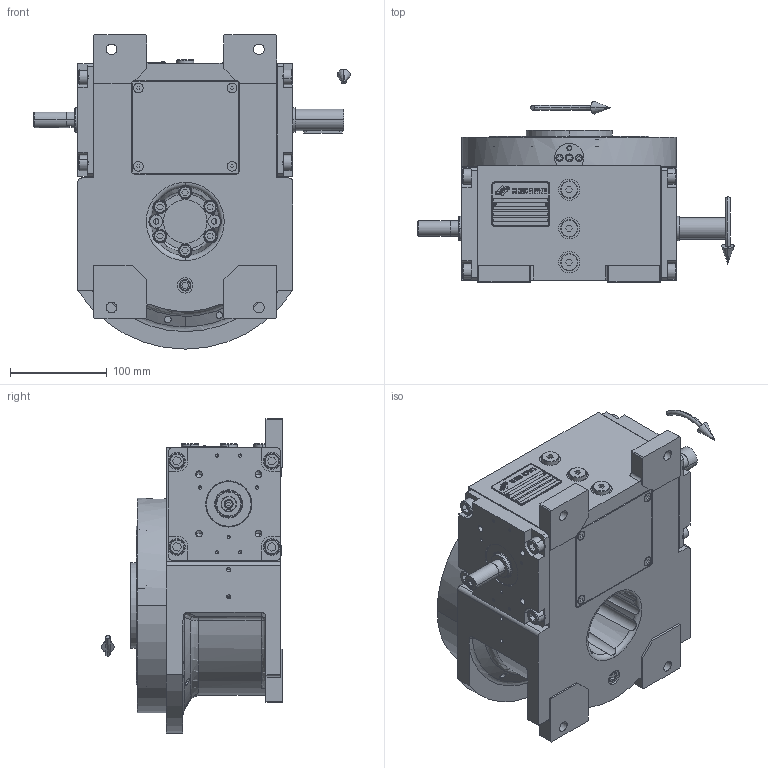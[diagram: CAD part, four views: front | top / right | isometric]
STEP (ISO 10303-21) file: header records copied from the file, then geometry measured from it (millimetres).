
FILE_DESCRIPTION (( 'STEP AP214' ), '1' );
FILE_NAME ('PC5200385.step', '2024-06-12T11:14:36', ( '' ), ( '' ), 'SwSTEP 2.0', 'SolidWorks 2020', '' );
FILE_SCHEMA (( 'AUTOMOTIVE_DESIGN' ));
Length unit declared in the file: millimetre
Products named in the file (79): cfn2000_01_124; cfn2107_01_001; rig06_005_n_01; cfn2128_04_004; PC5200385; RIG06_005_ASM.stp; rig06_003_8; cfn2000_01_126; cfn2000_01_103; 900_38_30_003; cfn2115_02_165; cfn2476_01_002_60x46; AS_cfn2476_01_002_60x46; rig06_001_a; rig06_002_bc; cfn2155_01_303; CFN2000_01_185.stp; rig06_004; rig06_004_s_001; AS_rig06_016; rig06_071_08_m_asm.stp; freccia_angolare; cfn2151_01_090; cfn2115_02_182; cfn2104_01_016; AS_rig06_004; CFN2104_02_017.stp; freccia_angolare_albero; AS_rig06_004_s_001; AS_rig06_002_bc; cfn2151_01_290; cfn2073_01_012; cfn2000_01_161; cfn2201_01_040; cfn2003_01_054; CFN2010_01_012.stp; cfn2276_01_074; CFN2203_02_001.stp; cfn2205_01_013; cfn2128_19_002 ...
Assembly tree (71 placements, depth 5):
  PC5200385
    rig06_001_a
    AS_cfn2476_01_002_60x46
      cfn2476_01_002_60x46
      cfn2107_01_001
      cfn2107_01_001
    AS_rig06_071_8_m
      rig06_071_08_m_asm.stp
        RIG06_005_ASM.stp
          RIG06_021_AF0.stp
          CFN2000_01_185.stp
          CFN2000_01_185.stp
          CFN2104_02_017.stp
        CFN2010_02_002.stp
      rig06_005_n_01
      rig06_003_8
      cfn2104_01_016  x2
      cfn2000_01_124
      cfn2000_01_124  x6
      cfn2000_01_124
      cfn2000_01_124
      cfn2000_01_124
      cfn2155_01_303
    AS_rig06_015
      rig06_015
      cfn2073_01_012
      cfn2000_01_126
      cfn2000_01_126
      cfn2000_01_126
      cfn2000_01_126
      cfn2000_01_126
      cfn2000_01_126
    AS_rig06_004_s_001
      rig06_004_s_001
      cfn2070_05_005
      cfn2000_01_103
      cfn2000_01_103
      cfn2000_01_103
      cfn2000_01_103
      cfn2155_01_056
    AS_rig06_004
      rig06_004
      cfn2070_05_005
      cfn2000_01_103
      cfn2000_01_103
      cfn2000_01_103
      cfn2000_01_103
      cfn2155_01_056
    AS_rig06_002_bc
      rig06_002_bc
      cfn2115_02_182
    cfn2128_04_004
    cfn2128_04_004
    cfn2128_04_004
    cfn2128_19_002
    AS_rig06_016
      rig06_016
      cfn2003_01_054
      cfn2003_01_054
      cfn2003_01_054
Bounding box: 327 x 187 x 325 mm (x, y, z)
Volume: 2320139.2 mm3; surface area: 749300.1 mm2
Topology: 62 solids, 62 shells, 1975 faces, 4903 edges, 3148 vertices
Faces by surface type: plane 1019, cylinder 629, cone 297, torus 18, bspline 6, sphere 6
Entity records: 65446 total; most frequent: CARTESIAN_POINT 14768, DIRECTION 9426, ORIENTED_EDGE 9086, EDGE_CURVE 4543, AXIS2_PLACEMENT_3D 3239, VERTEX_POINT 2967, LINE 2948, VECTOR 2948
